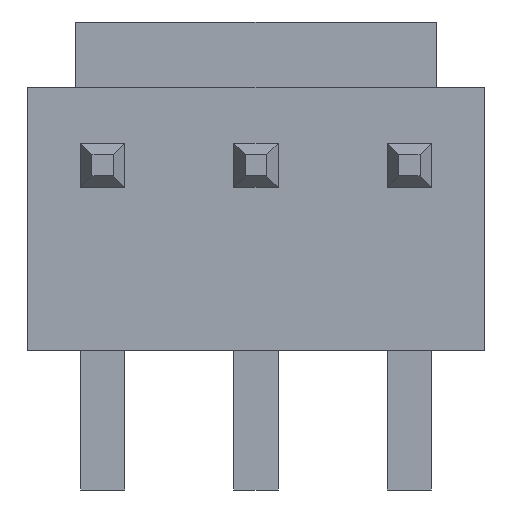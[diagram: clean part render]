
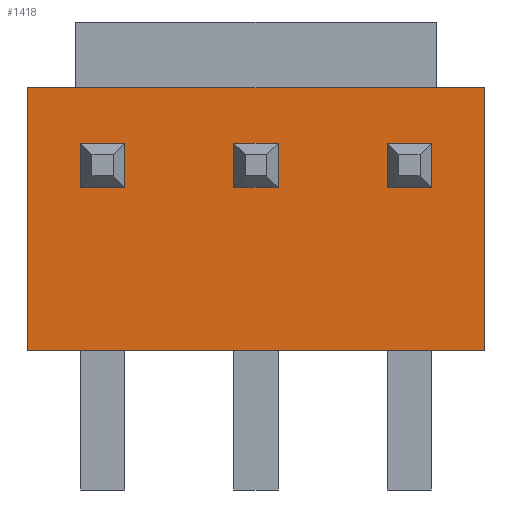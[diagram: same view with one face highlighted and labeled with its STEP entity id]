
A CAD part, front view. The second image highlights one B-rep face of the part: STEP entity #1418.
In plain terms, the highlighted planar face has unit normal (0, -1, 0).
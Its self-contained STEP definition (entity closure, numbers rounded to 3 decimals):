
#18=CARTESIAN_POINT('',(-4.53,-7.2,5.37));
#19=VERTEX_POINT('',#18);
#34=CARTESIAN_POINT('',(-3.39,-7.2,5.37));
#35=VERTEX_POINT('',#34);
#42=CARTESIAN_POINT('',(-3.96,-7.2,5.37));
#43=DIRECTION('',(-1.0,0.0,0.));
#44=VECTOR('',#43,1.0);
#45=LINE('',#42,#44);
#46=EDGE_CURVE('n� 1894',#35,#19,#45,.T.);
#58=CARTESIAN_POINT('',(-0.57,-7.2,5.37));
#59=VERTEX_POINT('',#58);
#74=CARTESIAN_POINT('',(0.57,-7.2,5.37));
#75=VERTEX_POINT('',#74);
#82=CARTESIAN_POINT('',(0.0,-7.2,5.37));
#83=DIRECTION('',(-1.0,0.0,0.));
#84=VECTOR('',#83,1.0);
#85=LINE('',#82,#84);
#86=EDGE_CURVE('n� 1873',#75,#59,#85,.T.);
#98=CARTESIAN_POINT('',(3.39,-7.2,5.37));
#99=VERTEX_POINT('',#98);
#114=CARTESIAN_POINT('',(4.53,-7.2,5.37));
#115=VERTEX_POINT('',#114);
#122=CARTESIAN_POINT('',(3.96,-7.2,5.37));
#123=DIRECTION('',(-1.0,0.0,0.));
#124=VECTOR('',#123,1.0);
#125=LINE('',#122,#124);
#126=EDGE_CURVE('n� 1852',#115,#99,#125,.T.);
#178=CARTESIAN_POINT('',(-4.53,-7.2,4.23));
#179=VERTEX_POINT('',#178);
#193=CARTESIAN_POINT('',(-4.53,-7.2,4.8));
#194=DIRECTION('',(0.0,0.0,-1.0));
#195=VECTOR('',#194,1.0);
#196=LINE('',#193,#195);
#197=EDGE_CURVE('n� 1810',#19,#179,#196,.T.);
#216=CARTESIAN_POINT('',(-3.39,-7.2,4.23));
#217=VERTEX_POINT('',#216);
#224=CARTESIAN_POINT('',(-3.39,-7.2,4.8));
#225=DIRECTION('',(0.,-0.0,1.0));
#226=VECTOR('',#225,1.0);
#227=LINE('',#224,#226);
#228=EDGE_CURVE('n� 1789',#217,#35,#227,.T.);
#280=CARTESIAN_POINT('',(-0.57,-7.2,4.23));
#281=VERTEX_POINT('',#280);
#295=CARTESIAN_POINT('',(-0.57,-7.2,4.8));
#296=DIRECTION('',(0.0,0.0,-1.0));
#297=VECTOR('',#296,1.0);
#298=LINE('',#295,#297);
#299=EDGE_CURVE('n� 1747',#59,#281,#298,.T.);
#318=CARTESIAN_POINT('',(0.57,-7.2,4.23));
#319=VERTEX_POINT('',#318);
#326=CARTESIAN_POINT('',(0.57,-7.2,4.8));
#327=DIRECTION('',(0.,-0.0,1.0));
#328=VECTOR('',#327,1.0);
#329=LINE('',#326,#328);
#330=EDGE_CURVE('n� 1726',#319,#75,#329,.T.);
#382=CARTESIAN_POINT('',(3.39,-7.2,4.23));
#383=VERTEX_POINT('',#382);
#397=CARTESIAN_POINT('',(3.39,-7.2,4.8));
#398=DIRECTION('',(0.0,0.0,-1.0));
#399=VECTOR('',#398,1.0);
#400=LINE('',#397,#399);
#401=EDGE_CURVE('n� 1684',#99,#383,#400,.T.);
#420=CARTESIAN_POINT('',(4.53,-7.2,4.23));
#421=VERTEX_POINT('',#420);
#428=CARTESIAN_POINT('',(4.53,-7.2,4.8));
#429=DIRECTION('',(0.,-0.0,1.0));
#430=VECTOR('',#429,1.0);
#431=LINE('',#428,#430);
#432=EDGE_CURVE('n� 1663',#421,#115,#431,.T.);
#513=CARTESIAN_POINT('',(4.66,-7.2,6.8));
#514=VERTEX_POINT('',#513);
#522=CARTESIAN_POINT('',(-4.66,-7.2,6.8));
#523=VERTEX_POINT('',#522);
#530=CARTESIAN_POINT('',(0.0,-7.2,6.8));
#531=DIRECTION('',(-1.0,0.0,0.0));
#532=VECTOR('',#531,1.0);
#533=LINE('',#530,#532);
#534=EDGE_CURVE('n� 666',#514,#523,#533,.T.);
#552=CARTESIAN_POINT('',(0.0,-7.2,4.23));
#553=DIRECTION('',(-1.0,0.0,0.0));
#554=VECTOR('',#553,1.0);
#555=LINE('',#552,#554);
#556=EDGE_CURVE('n� 659',#217,#179,#555,.T.);
#574=CARTESIAN_POINT('',(0.0,-7.2,4.23));
#575=DIRECTION('',(-1.0,0.0,0.0));
#576=VECTOR('',#575,1.0);
#577=LINE('',#574,#576);
#578=EDGE_CURVE('n� 655',#319,#281,#577,.T.);
#596=CARTESIAN_POINT('',(0.0,-7.2,4.23));
#597=DIRECTION('',(-1.0,0.0,0.0));
#598=VECTOR('',#597,1.0);
#599=LINE('',#596,#598);
#600=EDGE_CURVE('n� 651',#421,#383,#599,.T.);
#1209=CARTESIAN_POINT('',(-5.91,-7.2,6.8));
#1210=VERTEX_POINT('',#1209);
#1217=CARTESIAN_POINT('',(0.0,-7.2,6.8));
#1218=DIRECTION('',(-1.0,0.,-0.0));
#1219=VECTOR('',#1218,1.0);
#1220=LINE('',#1217,#1219);
#1221=EDGE_CURVE('n� 665',#523,#1210,#1220,.T.);
#1339=CARTESIAN_POINT('',(5.91,-7.2,6.8));
#1340=VERTEX_POINT('',#1339);
#1354=CARTESIAN_POINT('',(0.0,-7.2,6.8));
#1355=DIRECTION('',(-1.0,0.,0.0));
#1356=VECTOR('',#1355,1.0);
#1357=LINE('',#1354,#1356);
#1358=EDGE_CURVE('n� 667',#1340,#514,#1357,.T.);
#1368=ORIENTED_EDGE('',*,*,#432,.F.);
#1369=ORIENTED_EDGE('',*,*,#600,.T.);
#1370=ORIENTED_EDGE('',*,*,#401,.F.);
#1371=ORIENTED_EDGE('',*,*,#126,.F.);
#1372=EDGE_LOOP('',(#1368,#1369,#1370,#1371));
#1373=FACE_OUTER_BOUND('',#1372,.T.);
#1374=ORIENTED_EDGE('',*,*,#330,.F.);
#1375=ORIENTED_EDGE('',*,*,#578,.T.);
#1376=ORIENTED_EDGE('',*,*,#299,.F.);
#1377=ORIENTED_EDGE('',*,*,#86,.F.);
#1378=EDGE_LOOP('',(#1374,#1375,#1376,#1377));
#1379=FACE_BOUND('',#1378,.T.);
#1380=ORIENTED_EDGE('',*,*,#228,.F.);
#1381=ORIENTED_EDGE('',*,*,#556,.T.);
#1382=ORIENTED_EDGE('',*,*,#197,.F.);
#1383=ORIENTED_EDGE('',*,*,#46,.F.);
#1384=EDGE_LOOP('',(#1380,#1381,#1382,#1383));
#1385=FACE_BOUND('',#1384,.T.);
#1386=CARTESIAN_POINT('',(-5.91,-7.2,-0.0));
#1387=VERTEX_POINT('',#1386);
#1388=CARTESIAN_POINT('',(-5.91,-7.2,3.4));
#1389=DIRECTION('',(0.0,0.0,-1.0));
#1390=VECTOR('',#1389,1.0);
#1391=LINE('',#1388,#1390);
#1392=EDGE_CURVE('n� 312',#1210,#1387,#1391,.T.);
#1393=ORIENTED_EDGE('',*,*,#1392,.T.);
#1394=CARTESIAN_POINT('',(5.91,-7.2,-0.0));
#1395=VERTEX_POINT('',#1394);
#1396=CARTESIAN_POINT('',(0.0,-7.2,-0.0));
#1397=DIRECTION('',(-1.0,0.0,0.0));
#1398=VECTOR('',#1397,1.0);
#1399=LINE('',#1396,#1398);
#1400=EDGE_CURVE('n� 248',#1395,#1387,#1399,.T.);
#1401=ORIENTED_EDGE('',*,*,#1400,.F.);
#1402=CARTESIAN_POINT('',(5.91,-7.2,3.4));
#1403=DIRECTION('',(0.0,0.0,-1.0));
#1404=VECTOR('',#1403,1.0);
#1405=LINE('',#1402,#1404);
#1406=EDGE_CURVE('n� 269',#1340,#1395,#1405,.T.);
#1407=ORIENTED_EDGE('',*,*,#1406,.F.);
#1408=ORIENTED_EDGE('',*,*,#1358,.T.);
#1409=ORIENTED_EDGE('',*,*,#534,.T.);
#1410=ORIENTED_EDGE('',*,*,#1221,.T.);
#1411=EDGE_LOOP('',(#1393,#1401,#1407,#1408,#1409,#1410));
#1412=FACE_BOUND('',#1411,.T.);
#1413=CARTESIAN_POINT('',(-5.91,-7.2,6.8));
#1414=DIRECTION('',(0.0,-1.0,-0.0));
#1415=DIRECTION('',(0.0,0.0,-1.0));
#1416=AXIS2_PLACEMENT_3D('',#1413,#1414,#1415);
#1417=PLANE('',#1416);
#1418=ADVANCED_FACE('n� 645',(#1373,#1379,#1385,#1412),#1417,.T.);
